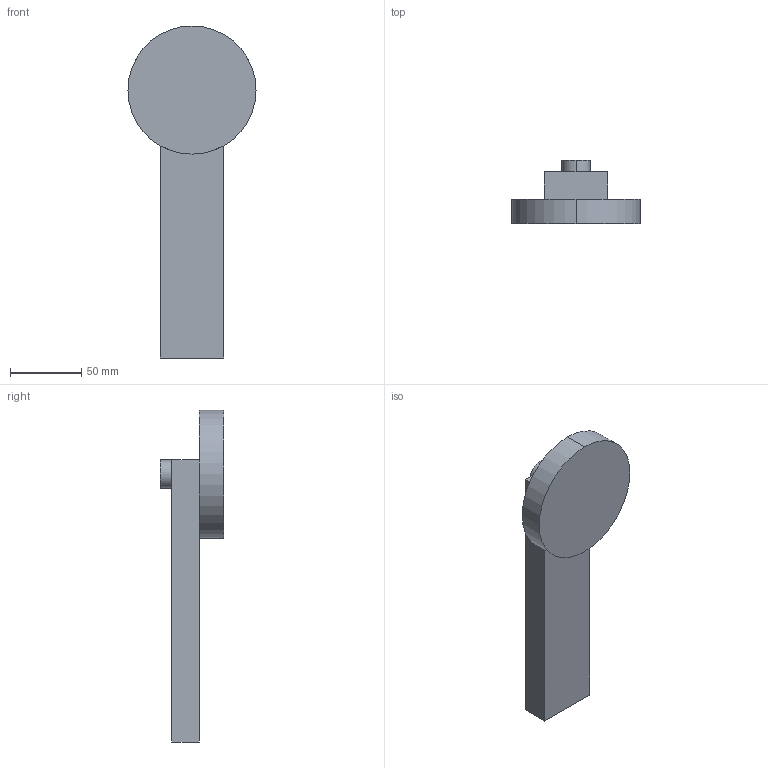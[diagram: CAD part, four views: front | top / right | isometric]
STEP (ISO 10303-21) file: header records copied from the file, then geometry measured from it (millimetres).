
FILE_DESCRIPTION (( 'STEP AP203' ), '1' );
FILE_NAME ('Joint_Default_sldprt.STEP', '2024-11-07T05:13:03', ( '' ), ( '' ), 'SwSTEP 2.0', 'SolidWorks 2024', '' );
FILE_SCHEMA (( 'CONFIG_CONTROL_DESIGN' ));
Length unit declared in the file: millimetre
Products named in the file (1): Joint_Default_sldprt
Bounding box: 90 x 44.4 x 233.13 mm (x, y, z)
Volume: 282861.3 mm3; surface area: 40456.2 mm2
Topology: 1 solids, 1 shells, 13 faces, 29 edges, 18 vertices
Faces by surface type: plane 9, cylinder 4
Entity records: 438 total; most frequent: DIRECTION 67, CARTESIAN_POINT 61, ORIENTED_EDGE 58, EDGE_CURVE 29, AXIS2_PLACEMENT_3D 24, LINE 19, VECTOR 19, VERTEX_POINT 18
